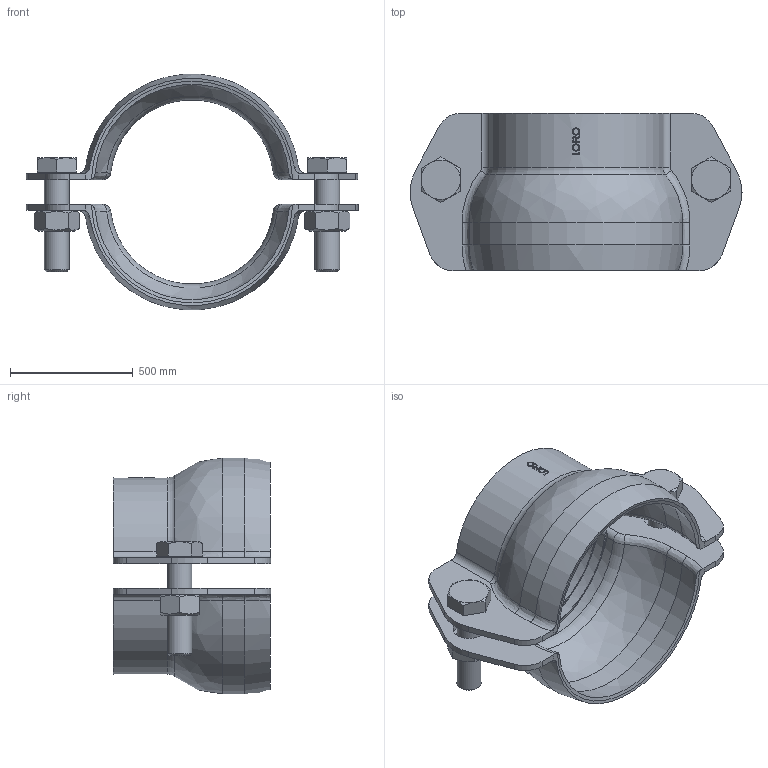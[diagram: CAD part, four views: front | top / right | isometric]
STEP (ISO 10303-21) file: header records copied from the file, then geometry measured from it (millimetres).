
FILE_DESCRIPTION(/* description */ (''),/* implementation_level */ '2;1');
FILE_NAME(/* name */ '4.806.070C_3D.stp',/* time_stamp */ '2024-12-11T09:00:04+01:00',/* author */ ('CAD'),/* organization */ (''),/* preprocessor_version */ 'ST-DEVELOPER v20',/* originating_system */ 'AutoCAD Mechanical',/* authorisation */ '');
FILE_SCHEMA (('AUTOMOTIVE_DESIGN { 1 0 10303 214 3 1 1 }'));
Length unit declared in the file: centimetre
Products named in the file (3): Product; *S0; 1
Assembly tree (3 placements, depth 2):
  Product
    *S0
    1  x2
Bounding box: 1349.96 x 640 x 956.88 mm (x, y, z)
Volume: 63496741.8 mm3; surface area: 5004745.3 mm2
Topology: 6 solids, 6 shells, 246 faces, 607 edges, 386 vertices
Faces by surface type: plane 87, cylinder 57, bspline 56, cone 38, torus 8
Full cylindrical faces by diameter (mm): 22.75 x2, 100 x4, 130 x4, 146.3 x2
Entity records: 9497 total; most frequent: CARTESIAN_POINT 4403, ORIENTED_EDGE 1130, DIRECTION 918, EDGE_CURVE 565, VERTEX_POINT 358, AXIS2_PLACEMENT_3D 357, EDGE_LOOP 249, FACE_OUTER_BOUND 228
